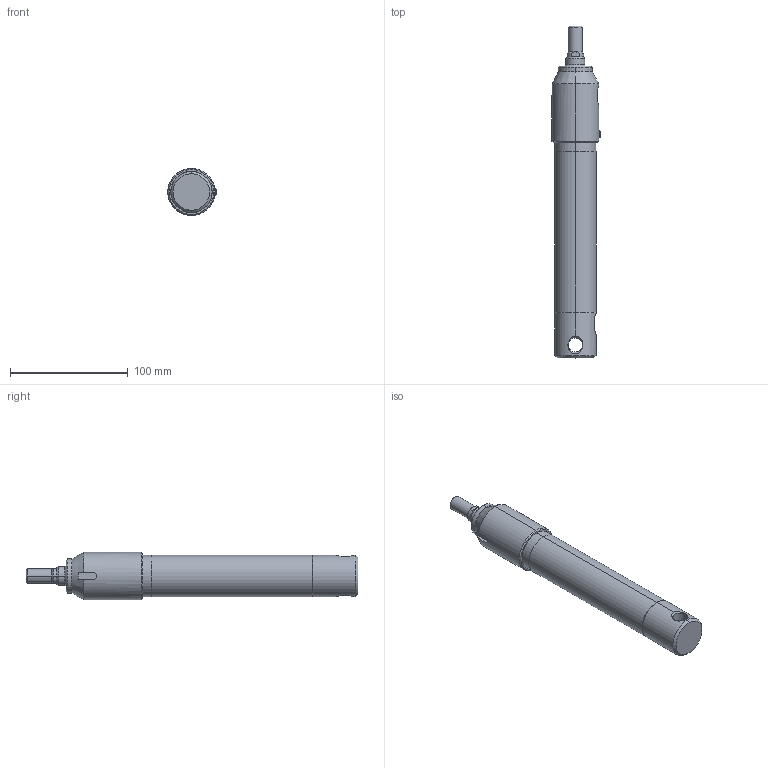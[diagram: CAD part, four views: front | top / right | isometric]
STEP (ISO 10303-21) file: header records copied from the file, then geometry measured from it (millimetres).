
FILE_DESCRIPTION (( 'STEP AP203' ), '1' );
FILE_NAME ('71625.150.STEP', '2014-09-01T14:05:55', ( '' ), ( '' ), 'SwSTEP 2.0', 'SolidWorks 2013', '' );
FILE_SCHEMA (( 'CONFIG_CONTROL_DESIGN' ));
Length unit declared in the file: millimetre
Products named in the file (1): 71625.150
Bounding box: 41 x 282 x 40 mm (x, y, z)
Surface area: 42607.3 mm2 (no closed solid volume)
Topology: 0 solids, 6 shells, 87 faces, 214 edges, 133 vertices
Faces by surface type: cylinder 34, cone 31, plane 22
Entity records: 3155 total; most frequent: CARTESIAN_POINT 1023, DIRECTION 451, ORIENTED_EDGE 394, EDGE_CURVE 214, AXIS2_PLACEMENT_3D 179, VERTEX_POINT 133, EDGE_LOOP 97, LINE 93
